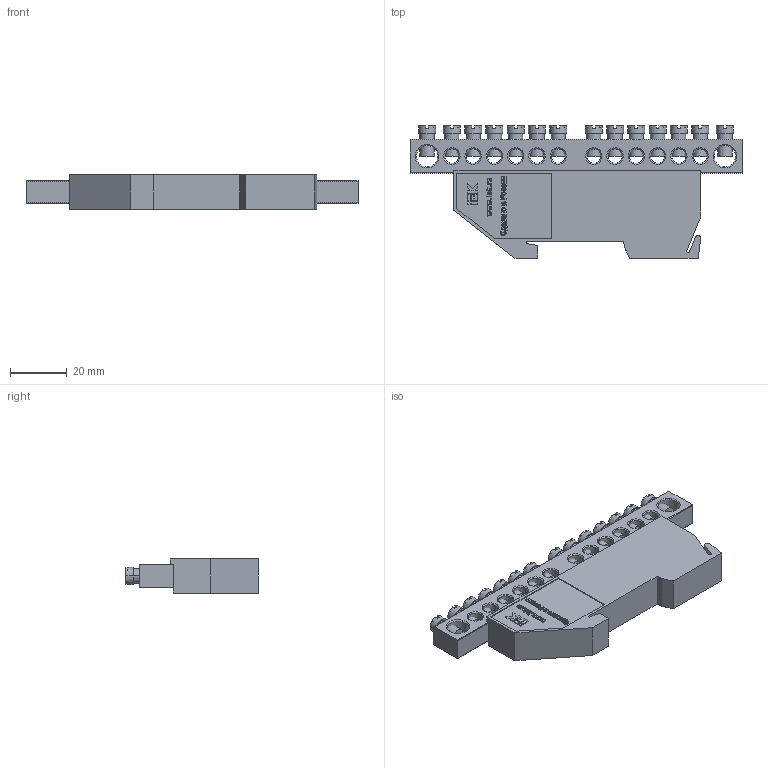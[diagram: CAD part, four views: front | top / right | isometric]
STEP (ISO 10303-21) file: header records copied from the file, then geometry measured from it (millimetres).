
FILE_DESCRIPTION (( 'STEP AP214' ), '1' );
FILE_NAME ('YNN10-812-14D-K05 Øèíà ÐÅ çåìëÿ íà DIN-èçîë ØÍÈ-8õ12-14-Ä-Æ ÈÝÊ.STEP', '2016-08-18T13:14:59', ( 'user' ), ( '' ), 'SwSTEP 2.0', 'SolidWorks 2014', '' );
FILE_SCHEMA (( 'AUTOMOTIVE_DESIGN' ));
Length unit declared in the file: millimetre
Products named in the file (4): YNN10-812-14D-K05 Øèíà ÐÅ çåìëÿ íà DIN-èçîë ØÍÈ-8õ12-14-Ä-Æ ÈÝÊ; Âèíò_Œ5; Øèíà ÂõÍ n-1_8å12 14-1; Èçîëÿòîð DIN æ¸ëòûé_€ƒˆ… 701.001.003
Assembly tree (16 placements, depth 2):
  YNN10-812-14D-K05 Øèíà ÐÅ çåìëÿ íà DIN-èçîë ØÍÈ-8õ12-14-Ä-Æ ÈÝÊ
    Èçîëÿòîð DIN æ¸ëòûé_€ƒˆ… 701.001.003
    Øèíà ÂõÍ n-1_8å12 14-1
    Âèíò_Œ5  x14
Bounding box: 117 x 46.7 x 12 mm (x, y, z)
Volume: 37397.2 mm3; surface area: 17521.6 mm2
Topology: 16 solids, 16 shells, 1093 faces, 2891 edges, 1884 vertices
Faces by surface type: plane 752, cylinder 117, cone 116, bspline 108
Entity records: 28420 total; most frequent: CARTESIAN_POINT 10212, ORIENTED_EDGE 2970, DIRECTION 2409, EDGE_CURVE 1485, VECTOR 1005, LINE 1005, VERTEX_POINT 961, AXIS2_PLACEMENT_3D 702
